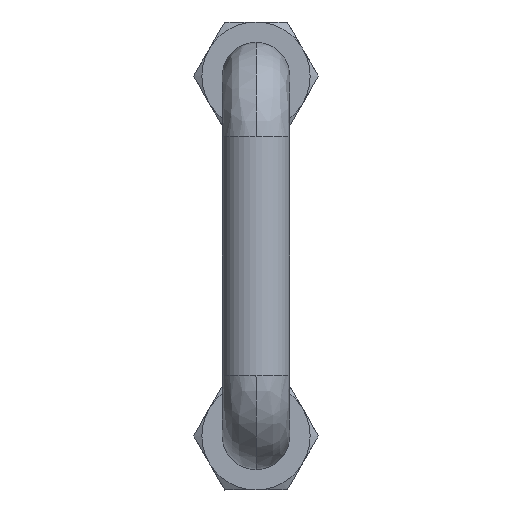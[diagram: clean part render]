
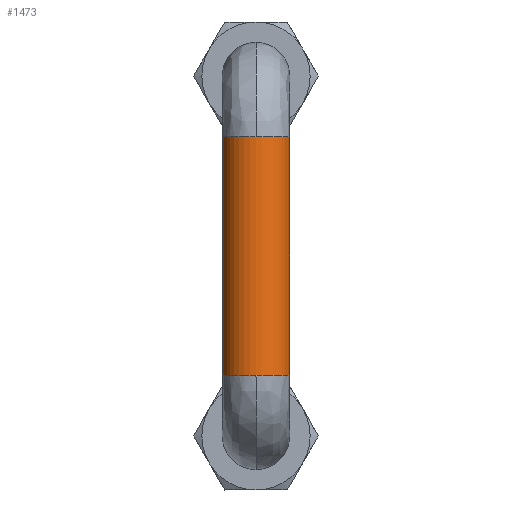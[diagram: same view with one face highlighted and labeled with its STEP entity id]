
A CAD part, left-side view. The second image highlights one B-rep face of the part: STEP entity #1473.
In plain terms, the highlighted cylindrical face has radius 2.5 mm (diameter 5 mm), a partial arc.
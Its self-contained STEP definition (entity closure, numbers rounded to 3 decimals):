
#117 = AXIS2_PLACEMENT_3D ( 'NONE', #2111, #874, #2322 ) ;
#119 = LINE ( 'NONE', #1706, #1239 ) ;
#159 = CARTESIAN_POINT ( 'NONE',  ( -85., -4.5, -2.5 ) ) ;
#174 = EDGE_CURVE ( 'NONE', #1940, #437, #1601, .T. ) ;
#289 = CARTESIAN_POINT ( 'NONE',  ( -85., -4.5, 0. ) ) ;
#393 = EDGE_CURVE ( 'NONE', #496, #2562, #119, .T. ) ;
#404 = DIRECTION ( 'NONE',  ( 0., 0., -1. ) ) ;
#424 = LINE ( 'NONE', #429, #768 ) ;
#429 = CARTESIAN_POINT ( 'NONE',  ( -85., -4.5, 2.5 ) ) ;
#437 = VERTEX_POINT ( 'NONE', #688 ) ;
#460 = AXIS2_PLACEMENT_3D ( 'NONE', #2041, #2246, #1963 ) ;
#496 = VERTEX_POINT ( 'NONE', #159 ) ;
#596 = CIRCLE ( 'NONE', #889, 2.5 ) ;
#626 = DIRECTION ( 'NONE',  ( 0., 1., 0. ) ) ;
#648 = ORIENTED_EDGE ( 'NONE', *, *, #944, .F. ) ;
#688 = CARTESIAN_POINT ( 'NONE',  ( -87.5, -22.1, 0. ) ) ;
#695 = CIRCLE ( 'NONE', #1675, 2.5 ) ;
#733 = ORIENTED_EDGE ( 'NONE', *, *, #393, .T. ) ;
#763 = CARTESIAN_POINT ( 'NONE',  ( -85., -22.1, 0. ) ) ;
#768 = VECTOR ( 'NONE', #1429, 1000. ) ;
#834 = ORIENTED_EDGE ( 'NONE', *, *, #2392, .F. ) ;
#863 = DIRECTION ( 'NONE',  ( 0., -1., 0. ) ) ;
#874 = DIRECTION ( 'NONE',  ( 0., 1., 0. ) ) ;
#889 = AXIS2_PLACEMENT_3D ( 'NONE', #1023, #626, #404 ) ;
#944 = EDGE_CURVE ( 'NONE', #1680, #1940, #424, .T. ) ;
#966 = DIRECTION ( 'NONE',  ( 1., 0., 0. ) ) ;
#1002 = ORIENTED_EDGE ( 'NONE', *, *, #174, .F. ) ;
#1023 = CARTESIAN_POINT ( 'NONE',  ( -85., -4.5, 0. ) ) ;
#1047 = CARTESIAN_POINT ( 'NONE',  ( -85., -22.1, 2.5 ) ) ;
#1195 = CIRCLE ( 'NONE', #117, 2.5 ) ;
#1210 = EDGE_LOOP ( 'NONE', ( #648, #2650, #834, #733, #1890, #1002 ) ) ;
#1239 = VECTOR ( 'NONE', #863, 1000. ) ;
#1276 = VERTEX_POINT ( 'NONE', #2638 ) ;
#1341 = DIRECTION ( 'NONE',  ( 0., 0., -1. ) ) ;
#1428 = EDGE_CURVE ( 'NONE', #1276, #1680, #596, .T. ) ;
#1429 = DIRECTION ( 'NONE',  ( 0., -1., 0. ) ) ;
#1473 = ADVANCED_FACE ( 'NONE', ( #1699 ), #2055, .T. ) ;
#1601 = CIRCLE ( 'NONE', #460, 2.5 ) ;
#1675 = AXIS2_PLACEMENT_3D ( 'NONE', #763, #2210, #966 ) ;
#1680 = VERTEX_POINT ( 'NONE', #2290 ) ;
#1699 = FACE_OUTER_BOUND ( 'NONE', #1210, .T. ) ;
#1706 = CARTESIAN_POINT ( 'NONE',  ( -85., -4.5, -2.5 ) ) ;
#1751 = EDGE_CURVE ( 'NONE', #437, #2562, #695, .T. ) ;
#1862 = AXIS2_PLACEMENT_3D ( 'NONE', #289, #2586, #1341 ) ;
#1890 = ORIENTED_EDGE ( 'NONE', *, *, #1751, .F. ) ;
#1940 = VERTEX_POINT ( 'NONE', #1047 ) ;
#1963 = DIRECTION ( 'NONE',  ( 1., 0., 0. ) ) ;
#2041 = CARTESIAN_POINT ( 'NONE',  ( -85., -22.1, 0. ) ) ;
#2055 = CYLINDRICAL_SURFACE ( 'NONE', #1862, 2.5 ) ;
#2111 = CARTESIAN_POINT ( 'NONE',  ( -85., -4.5, 0. ) ) ;
#2210 = DIRECTION ( 'NONE',  ( 0., -1., 0. ) ) ;
#2246 = DIRECTION ( 'NONE',  ( 0., -1., 0. ) ) ;
#2290 = CARTESIAN_POINT ( 'NONE',  ( -85., -4.5, 2.5 ) ) ;
#2322 = DIRECTION ( 'NONE',  ( 0., 0., -1. ) ) ;
#2377 = CARTESIAN_POINT ( 'NONE',  ( -85., -22.1, -2.5 ) ) ;
#2392 = EDGE_CURVE ( 'NONE', #496, #1276, #1195, .T. ) ;
#2562 = VERTEX_POINT ( 'NONE', #2377 ) ;
#2586 = DIRECTION ( 'NONE',  ( 0., -1., 0. ) ) ;
#2638 = CARTESIAN_POINT ( 'NONE',  ( -87.5, -4.5, 0. ) ) ;
#2650 = ORIENTED_EDGE ( 'NONE', *, *, #1428, .F. ) ;
